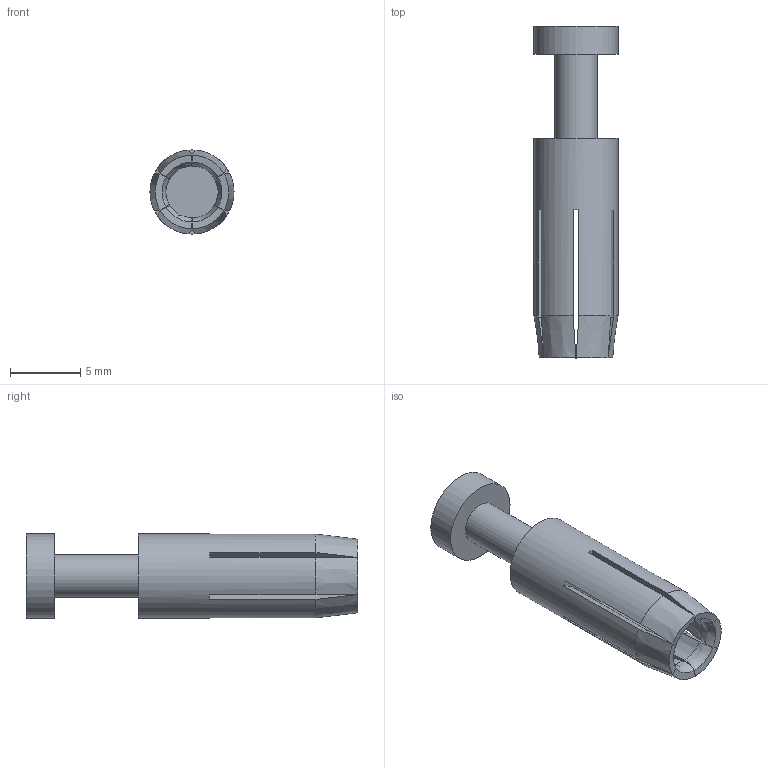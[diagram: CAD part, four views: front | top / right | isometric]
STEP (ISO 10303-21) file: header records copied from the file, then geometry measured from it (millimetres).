
FILE_DESCRIPTION(/* description */ (''),/* implementation_level */ '2;1');
FILE_NAME(/* name */ '100095246ugm000_c.stp',/* time_stamp */ '2017-11-03T09:39:54+01:00',/* author */ (''),/* organization */ (''),/* preprocessor_version */ 'ST-DEVELOPER v16',/* originating_system */ 'SIEMENS PLM Software NX 10.0',/* authorisation */ '');
FILE_SCHEMA (('AUTOMOTIVE_DESIGN { 1 0 10303 214 3 1 1 1 }'));
Length unit declared in the file: millimetre
Products named in the file (1): 100095246ugm000_c
Bounding box: 6 x 23.69 x 6 mm (x, y, z)
Volume: 349.2 mm3; surface area: 736.1 mm2
Topology: 1 solids, 1 shells, 63 faces, 179 edges, 122 vertices
Faces by surface type: plane 29, cone 18, cylinder 10, bspline 6
Full cylindrical faces by diameter (mm): 1.75 x1, 3 x1, 6 x2
Entity records: 2247 total; most frequent: CARTESIAN_POINT 613, ORIENTED_EDGE 350, DIRECTION 310, EDGE_CURVE 175, VERTEX_POINT 121, AXIS2_PLACEMENT_3D 113, LINE 84, VECTOR 84
